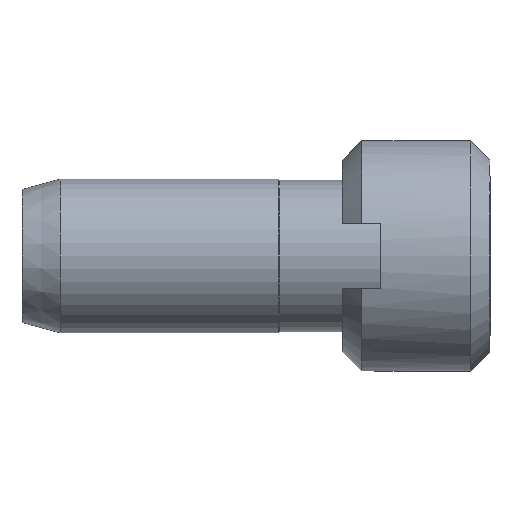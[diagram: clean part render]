
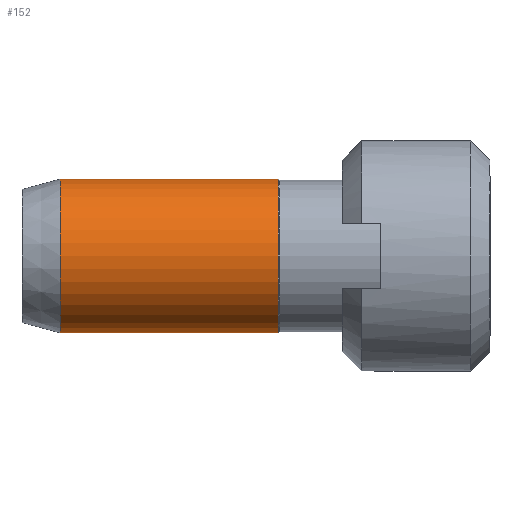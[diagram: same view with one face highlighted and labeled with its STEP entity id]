
A CAD part, front view. The second image highlights one B-rep face of the part: STEP entity #152.
In plain terms, the highlighted cylindrical face has radius 6 mm (diameter 12 mm), a full revolution.
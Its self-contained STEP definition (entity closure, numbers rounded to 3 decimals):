
#152 = ADVANCED_FACE( '', ( #275, #276 ), #277, .T. );
#275 = FACE_OUTER_BOUND( '', #405, .T. );
#276 = FACE_OUTER_BOUND( '', #406, .T. );
#277 = CYLINDRICAL_SURFACE( '', #407, 6. );
#405 = EDGE_LOOP( '', ( #549 ) );
#406 = EDGE_LOOP( '', ( #550 ) );
#407 = AXIS2_PLACEMENT_3D( '', #551, #552, #553 );
#549 = ORIENTED_EDGE( '', *, *, #753, .T. );
#550 = ORIENTED_EDGE( '', *, *, #754, .F. );
#551 = CARTESIAN_POINT( '', ( -60., 0., 0. ) );
#552 = DIRECTION( '', ( 1., 0., 0. ) );
#553 = DIRECTION( '', ( 0., 0., 1. ) );
#753 = EDGE_CURVE( '', #857, #857, #858, .T. );
#754 = EDGE_CURVE( '', #859, #859, #860, .T. );
#857 = VERTEX_POINT( '', #987 );
#858 = CIRCLE( '', #988, 6. );
#859 = VERTEX_POINT( '', #989 );
#860 = CIRCLE( '', #990, 6. );
#987 = CARTESIAN_POINT( '', ( -16.5, 0., 6. ) );
#988 = AXIS2_PLACEMENT_3D( '', #1122, #1123, #1124 );
#989 = CARTESIAN_POINT( '', ( -33.5, 0., 6. ) );
#990 = AXIS2_PLACEMENT_3D( '', #1125, #1126, #1127 );
#1122 = CARTESIAN_POINT( '', ( -16.5, 0., 0. ) );
#1123 = DIRECTION( '', ( -1., 0., 0. ) );
#1124 = DIRECTION( '', ( 0., 0., 1. ) );
#1125 = CARTESIAN_POINT( '', ( -33.5, 0., 0. ) );
#1126 = DIRECTION( '', ( -1., 0., 0. ) );
#1127 = DIRECTION( '', ( 0., 0., 1. ) );
